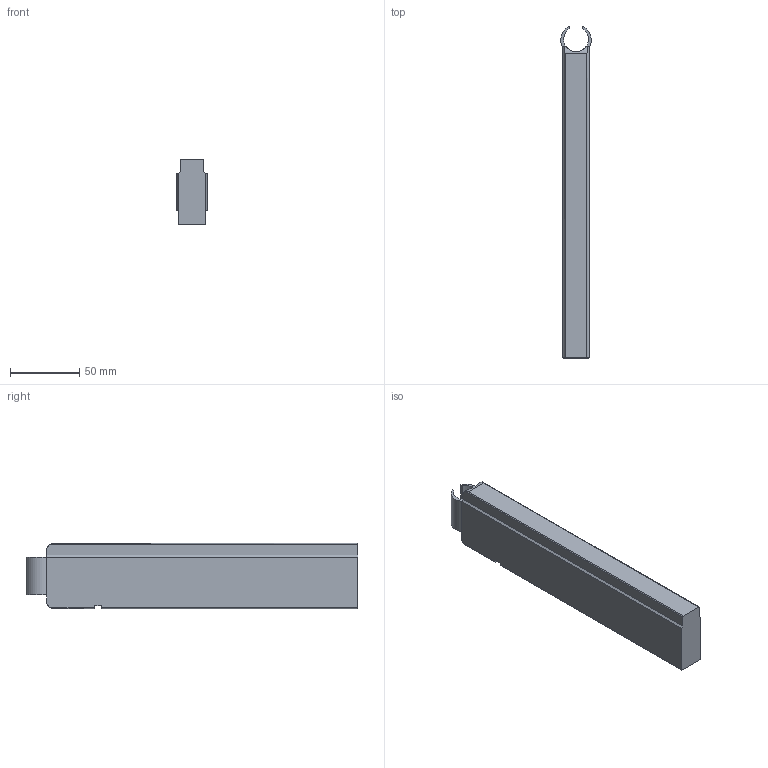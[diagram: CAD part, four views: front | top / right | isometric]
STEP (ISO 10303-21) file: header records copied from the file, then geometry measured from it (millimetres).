
FILE_DESCRIPTION (( 'STEP AP203' ), '1' );
FILE_NAME ('Talon v2.STEP', '2022-08-08T14:05:47', ( '' ), ( '' ), 'SwSTEP 2.0', 'SolidWorks 2020', '' );
FILE_SCHEMA (( 'CONFIG_CONTROL_DESIGN' ));
Length unit declared in the file: millimetre
Products named in the file (1): Talon v2
Bounding box: 21.99 x 239.88 x 47 mm (x, y, z)
Volume: 73422.1 mm3; surface area: 57105.8 mm2
Topology: 1 solids, 1 shells, 47 faces, 117 edges, 72 vertices
Faces by surface type: plane 28, cylinder 15, bspline 4
Entity records: 1680 total; most frequent: CARTESIAN_POINT 509, ORIENTED_EDGE 234, DIRECTION 215, EDGE_CURVE 117, VECTOR 79, LINE 79, VERTEX_POINT 72, AXIS2_PLACEMENT_3D 68
